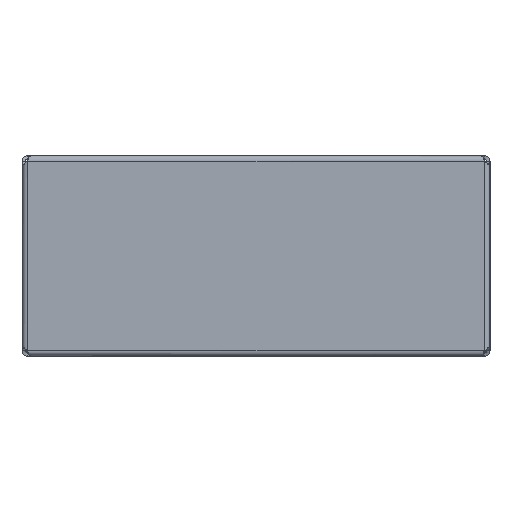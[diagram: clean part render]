
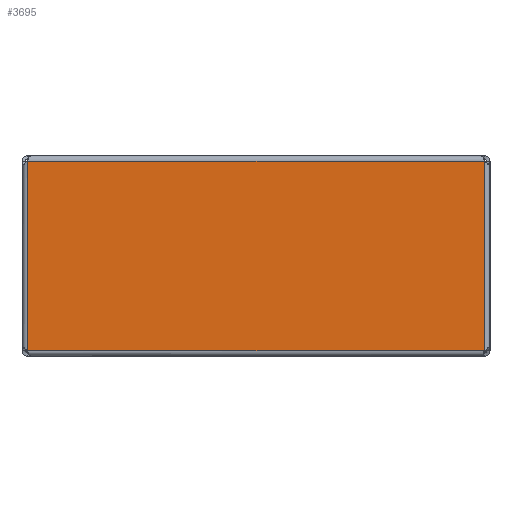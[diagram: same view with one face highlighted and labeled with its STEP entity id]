
A CAD part, front view. The second image highlights one B-rep face of the part: STEP entity #3695.
In plain terms, the highlighted planar face has unit normal (0, -1, 0).
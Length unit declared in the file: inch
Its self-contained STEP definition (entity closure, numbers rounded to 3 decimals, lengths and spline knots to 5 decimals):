
#111 = DIRECTION ( 'NONE',  ( 0., -1., 0. ) ) ;
#259 = CARTESIAN_POINT ( 'NONE',  ( -6.83352, 0., 0. ) ) ;
#449 = VECTOR ( 'NONE', #3584, 39.37008 ) ;
#541 = EDGE_LOOP ( 'NONE', ( #7015, #1661, #5081, #1964 ) ) ;
#553 = VECTOR ( 'NONE', #3172, 39.37008 ) ;
#687 = FACE_OUTER_BOUND ( 'NONE', #541, .T. ) ;
#978 = EDGE_CURVE ( 'NONE', #6749, #1184, #3321, .T. ) ;
#1184 = VERTEX_POINT ( 'NONE', #6130 ) ;
#1247 = CARTESIAN_POINT ( 'NONE',  ( -15.9548, 0., -0.99806 ) ) ;
#1333 = LINE ( 'NONE', #259, #553 ) ;
#1540 = VERTEX_POINT ( 'NONE', #3263 ) ;
#1608 = DIRECTION ( 'NONE',  ( 1., 0., 0. ) ) ;
#1643 = LINE ( 'NONE', #5125, #2779 ) ;
#1661 = ORIENTED_EDGE ( 'NONE', *, *, #978, .T. ) ;
#1842 = PLANE ( 'NONE',  #5068 ) ;
#1925 = CARTESIAN_POINT ( 'NONE',  ( -6.83352, 0., -0.99806 ) ) ;
#1964 = ORIENTED_EDGE ( 'NONE', *, *, #6359, .T. ) ;
#2066 = EDGE_CURVE ( 'NONE', #1184, #1540, #1643, .T. ) ;
#2779 = VECTOR ( 'NONE', #3428, 39.37008 ) ;
#3172 = DIRECTION ( 'NONE',  ( 0., 0., -1. ) ) ;
#3263 = CARTESIAN_POINT ( 'NONE',  ( 6.83352, 0., -0.99806 ) ) ;
#3321 = LINE ( 'NONE', #6356, #5586 ) ;
#3428 = DIRECTION ( 'NONE',  ( 0., 0., 1. ) ) ;
#3584 = DIRECTION ( 'NONE',  ( -1., 0., 0. ) ) ;
#3695 = ADVANCED_FACE ( 'NONE', ( #687 ), #1842, .T. ) ;
#4158 = LINE ( 'NONE', #1247, #449 ) ;
#5068 = AXIS2_PLACEMENT_3D ( 'NONE', #6551, #111, #5900 ) ;
#5081 = ORIENTED_EDGE ( 'NONE', *, *, #2066, .T. ) ;
#5125 = CARTESIAN_POINT ( 'NONE',  ( 6.83352, 0., 0. ) ) ;
#5586 = VECTOR ( 'NONE', #1608, 39.37008 ) ;
#5668 = EDGE_CURVE ( 'NONE', #7334, #6749, #1333, .T. ) ;
#5900 = DIRECTION ( 'NONE',  ( 0., 0., -1. ) ) ;
#6130 = CARTESIAN_POINT ( 'NONE',  ( 6.83352, 0., -6.66504 ) ) ;
#6232 = CARTESIAN_POINT ( 'NONE',  ( -6.83352, 0., -6.66504 ) ) ;
#6356 = CARTESIAN_POINT ( 'NONE',  ( -15.9548, 0., -6.66504 ) ) ;
#6359 = EDGE_CURVE ( 'NONE', #1540, #7334, #4158, .T. ) ;
#6551 = CARTESIAN_POINT ( 'NONE',  ( -15.9548, 0., 0. ) ) ;
#6749 = VERTEX_POINT ( 'NONE', #6232 ) ;
#7015 = ORIENTED_EDGE ( 'NONE', *, *, #5668, .T. ) ;
#7334 = VERTEX_POINT ( 'NONE', #1925 ) ;
